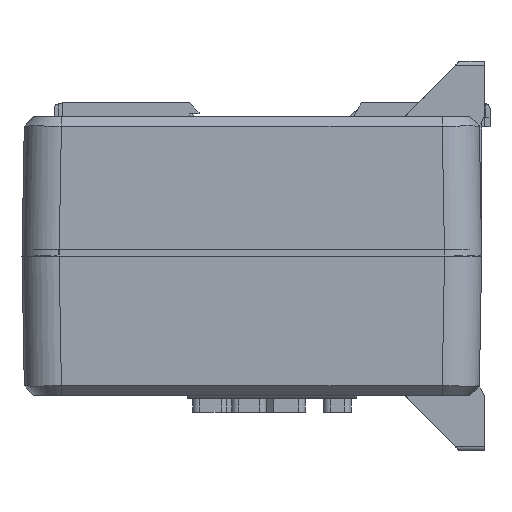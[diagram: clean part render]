
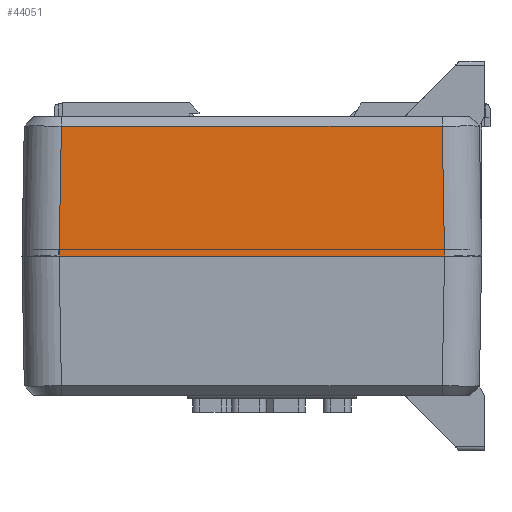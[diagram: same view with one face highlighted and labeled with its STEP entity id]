
A CAD part, left-side view. The second image highlights one B-rep face of the part: STEP entity #44051.
In plain terms, the highlighted planar face has unit normal (-1, 0, 0.018).
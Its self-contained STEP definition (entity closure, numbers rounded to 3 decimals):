
#834 = EDGE_CURVE ( 'NONE', #32510, #9704, #35549, .T. ) ;
#2304 = PLANE ( 'NONE',  #33595 ) ;
#5219 = ORIENTED_EDGE ( 'NONE', *, *, #18846, .T. ) ;
#5927 = ORIENTED_EDGE ( 'NONE', *, *, #19292, .F. ) ;
#6192 = CARTESIAN_POINT ( 'NONE',  ( -123.024, 7.475, -30. ) ) ;
#6392 = VECTOR ( 'NONE', #47241, 1000. ) ;
#8467 = DIRECTION ( 'NONE',  ( 0., -1., 0. ) ) ;
#9262 = LINE ( 'NONE', #10880, #38319 ) ;
#9704 = VERTEX_POINT ( 'NONE', #41494 ) ;
#9916 = DIRECTION ( 'NONE',  ( -1., 0., 0.017 ) ) ;
#10880 = CARTESIAN_POINT ( 'NONE',  ( -122.502, 90.004, -0.14 ) ) ;
#11200 = VERTEX_POINT ( 'NONE', #38726 ) ;
#15670 = VECTOR ( 'NONE', #16292, 1000. ) ;
#16292 = DIRECTION ( 'NONE',  ( 0., -1., 0. ) ) ;
#17998 = LINE ( 'NONE', #33997, #46943 ) ;
#18846 = EDGE_CURVE ( 'NONE', #36673, #32510, #17998, .T. ) ;
#19292 = EDGE_CURVE ( 'NONE', #36673, #11200, #9262, .T. ) ;
#21984 = DIRECTION ( 'NONE',  ( 0.017, -0.017, 1. ) ) ;
#24208 = LINE ( 'NONE', #37994, #15670 ) ;
#28790 = ORIENTED_EDGE ( 'NONE', *, *, #38682, .F. ) ;
#29486 = ORIENTED_EDGE ( 'NONE', *, *, #834, .T. ) ;
#31779 = CARTESIAN_POINT ( 'NONE',  ( -122.5, 0., 0. ) ) ;
#32510 = VERTEX_POINT ( 'NONE', #6192 ) ;
#33264 = EDGE_LOOP ( 'NONE', ( #29486, #28790, #5927, #5219 ) ) ;
#33595 = AXIS2_PLACEMENT_3D ( 'NONE', #31779, #9916, #35414 ) ;
#33997 = CARTESIAN_POINT ( 'NONE',  ( -123.024, 0., -30. ) ) ;
#35414 = DIRECTION ( 'NONE',  ( 0.017, 0., 1. ) ) ;
#35549 = LINE ( 'NONE', #47175, #6392 ) ;
#36673 = VERTEX_POINT ( 'NONE', #40858 ) ;
#37994 = CARTESIAN_POINT ( 'NONE',  ( -122.535, 0., -2. ) ) ;
#38319 = VECTOR ( 'NONE', #21984, 1000. ) ;
#38682 = EDGE_CURVE ( 'NONE', #11200, #9704, #24208, .T. ) ;
#38726 = CARTESIAN_POINT ( 'NONE',  ( -122.535, 90.036, -2. ) ) ;
#40858 = CARTESIAN_POINT ( 'NONE',  ( -123.024, 90.525, -30. ) ) ;
#41494 = CARTESIAN_POINT ( 'NONE',  ( -122.535, 7.964, -2. ) ) ;
#44051 = ADVANCED_FACE ( 'NONE', ( #45210 ), #2304, .T. ) ;
#45210 = FACE_OUTER_BOUND ( 'NONE', #33264, .T. ) ;
#46943 = VECTOR ( 'NONE', #8467, 1000. ) ;
#47175 = CARTESIAN_POINT ( 'NONE',  ( -123.024, 7.475, -30. ) ) ;
#47241 = DIRECTION ( 'NONE',  ( 0.017, 0.017, 1. ) ) ;
